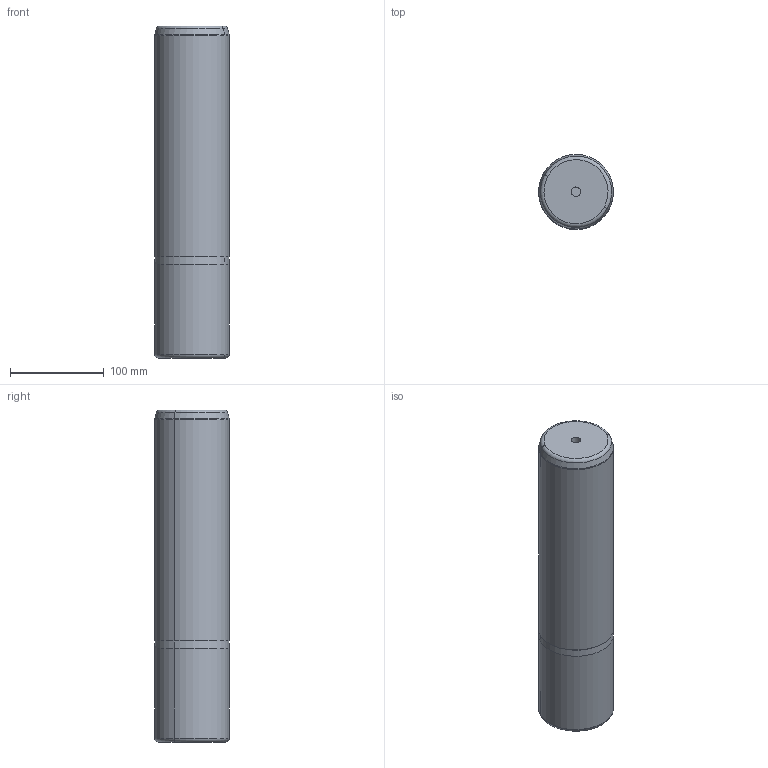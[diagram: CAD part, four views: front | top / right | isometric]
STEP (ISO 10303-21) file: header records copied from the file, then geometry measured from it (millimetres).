
FILE_DESCRIPTION(('CATIA V5 STEP Exchange'),'2;1');
FILE_NAME('RDCO106.80355.stp','2017-03-01T09:17:08+00:00',('none'),('none'),'CATIA Version 5 Release 19 GA (IN-10)','CATIA V5 STEP AP203','none');
FILE_SCHEMA(('CONFIG_CONTROL_DESIGN'));
Length unit declared in the file: millimetre
Products named in the file (1): RDCO106.80355
Bounding box: 79.98 x 79.98 x 355 mm (x, y, z)
Volume: 1776946.6 mm3; surface area: 99033.4 mm2
Topology: 1 solids, 1 shells, 22 faces, 45 edges, 31 vertices
Faces by surface type: torus 6, cone 6, cylinder 6, plane 4
Entity records: 568 total; most frequent: CARTESIAN_POINT 92, ORIENTED_EDGE 84, DIRECTION 75, AXIS2_PLACEMENT_3D 46, EDGE_CURVE 42, CIRCLE 30, EDGE_LOOP 24, VERTEX_POINT 24
